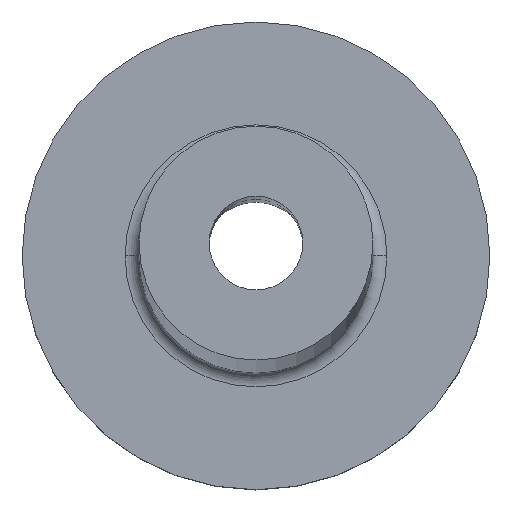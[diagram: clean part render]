
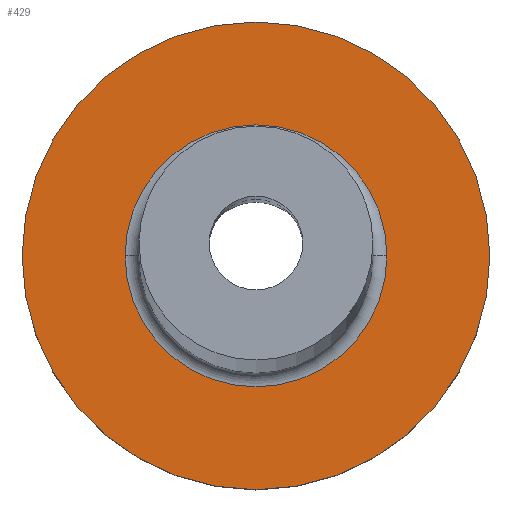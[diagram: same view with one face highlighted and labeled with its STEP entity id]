
A CAD part, top view. The second image highlights one B-rep face of the part: STEP entity #429.
In plain terms, the highlighted planar face has unit normal (0, 0, 1).
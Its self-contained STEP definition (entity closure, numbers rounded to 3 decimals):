
#1 = DIRECTION ( 'NONE',  ( 0., 0., -1. ) ) ;
#15 = CIRCLE ( 'NONE', #103, 5. ) ;
#20 = VERTEX_POINT ( 'NONE', #414 ) ;
#26 = DIRECTION ( 'NONE',  ( 1., 0., 0. ) ) ;
#33 = DIRECTION ( 'NONE',  ( 1., 0., 0. ) ) ;
#66 = CARTESIAN_POINT ( 'NONE',  ( 0., 0., 3. ) ) ;
#67 = VERTEX_POINT ( 'NONE', #167 ) ;
#69 = DIRECTION ( 'NONE',  ( 1., 0., 0. ) ) ;
#77 = EDGE_LOOP ( 'NONE', ( #168, #78 ) ) ;
#78 = ORIENTED_EDGE ( 'NONE', *, *, #79, .T. ) ;
#79 = EDGE_CURVE ( 'NONE', #222, #319, #15, .T. ) ;
#92 = DIRECTION ( 'NONE',  ( 0., 0., 1. ) ) ;
#99 = FACE_BOUND ( 'NONE', #392, .T. ) ;
#103 = AXIS2_PLACEMENT_3D ( 'NONE', #376, #92, #33 ) ;
#114 = EDGE_CURVE ( 'NONE', #20, #67, #331, .T. ) ;
#133 = DIRECTION ( 'NONE',  ( 0., 0., 1. ) ) ;
#137 = AXIS2_PLACEMENT_3D ( 'NONE', #145, #1, #274 ) ;
#145 = CARTESIAN_POINT ( 'NONE',  ( 0., 0., 3. ) ) ;
#167 = CARTESIAN_POINT ( 'NONE',  ( -2.8, 0., 3. ) ) ;
#168 = ORIENTED_EDGE ( 'NONE', *, *, #184, .T. ) ;
#180 = AXIS2_PLACEMENT_3D ( 'NONE', #295, #261, #405 ) ;
#184 = EDGE_CURVE ( 'NONE', #319, #222, #384, .T. ) ;
#199 = PLANE ( 'NONE',  #276 ) ;
#222 = VERTEX_POINT ( 'NONE', #359 ) ;
#229 = DIRECTION ( 'NONE',  ( 0., 0., -1. ) ) ;
#261 = DIRECTION ( 'NONE',  ( 0., 0., 1. ) ) ;
#274 = DIRECTION ( 'NONE',  ( 1., 0., 0. ) ) ;
#276 = AXIS2_PLACEMENT_3D ( 'NONE', #66, #133, #26 ) ;
#295 = CARTESIAN_POINT ( 'NONE',  ( 0., 0., 3. ) ) ;
#319 = VERTEX_POINT ( 'NONE', #328 ) ;
#328 = CARTESIAN_POINT ( 'NONE',  ( -5., 0., 3. ) ) ;
#331 = CIRCLE ( 'NONE', #423, 2.8 ) ;
#344 = CIRCLE ( 'NONE', #137, 2.8 ) ;
#347 = FACE_OUTER_BOUND ( 'NONE', #77, .T. ) ;
#359 = CARTESIAN_POINT ( 'NONE',  ( 5., 0., 3. ) ) ;
#376 = CARTESIAN_POINT ( 'NONE',  ( 0., 0., 3. ) ) ;
#381 = CARTESIAN_POINT ( 'NONE',  ( 0., 0., 3. ) ) ;
#382 = ORIENTED_EDGE ( 'NONE', *, *, #114, .T. ) ;
#384 = CIRCLE ( 'NONE', #180, 5. ) ;
#392 = EDGE_LOOP ( 'NONE', ( #382, #441 ) ) ;
#405 = DIRECTION ( 'NONE',  ( 1., 0., 0. ) ) ;
#414 = CARTESIAN_POINT ( 'NONE',  ( 2.8, 0., 3. ) ) ;
#423 = AXIS2_PLACEMENT_3D ( 'NONE', #381, #229, #69 ) ;
#429 = ADVANCED_FACE ( 'NONE', ( #99, #347 ), #199, .T. ) ;
#441 = ORIENTED_EDGE ( 'NONE', *, *, #444, .T. ) ;
#444 = EDGE_CURVE ( 'NONE', #67, #20, #344, .T. ) ;
